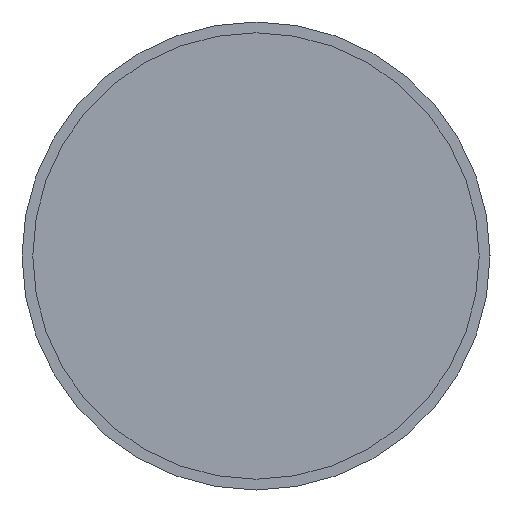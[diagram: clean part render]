
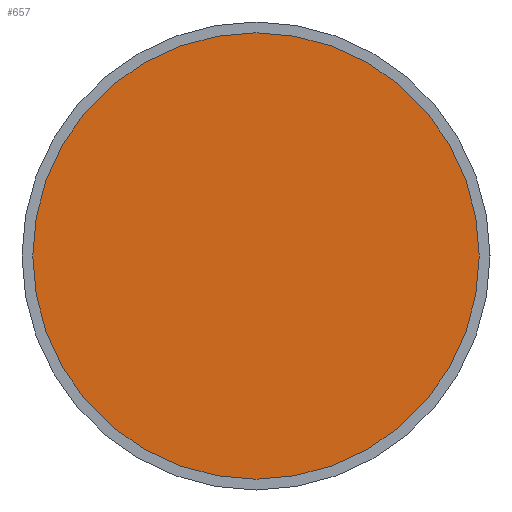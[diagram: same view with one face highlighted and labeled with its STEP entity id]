
A CAD part, left-side view. The second image highlights one B-rep face of the part: STEP entity #657.
In plain terms, the highlighted planar face has unit normal (-1, 0, 0).
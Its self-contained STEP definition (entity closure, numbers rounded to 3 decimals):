
#67 = CIRCLE ( 'NONE', #182, 31. ) ;
#135 = CIRCLE ( 'NONE', #196, 31. ) ;
#155 = FACE_OUTER_BOUND ( 'NONE', #274, .T. ) ;
#164 = AXIS2_PLACEMENT_3D ( 'NONE', #889, #777, #871 ) ;
#182 = AXIS2_PLACEMENT_3D ( 'NONE', #478, #495, #422 ) ;
#194 = EDGE_CURVE ( 'NONE', #332, #279, #67, .T. ) ;
#196 = AXIS2_PLACEMENT_3D ( 'NONE', #400, #399, #398 ) ;
#228 = EDGE_CURVE ( 'NONE', #279, #332, #135, .T. ) ;
#274 = EDGE_LOOP ( 'NONE', ( #305, #366 ) ) ;
#279 = VERTEX_POINT ( 'NONE', #858 ) ;
#305 = ORIENTED_EDGE ( 'NONE', *, *, #194, .F. ) ;
#332 = VERTEX_POINT ( 'NONE', #837 ) ;
#366 = ORIENTED_EDGE ( 'NONE', *, *, #228, .F. ) ;
#398 = DIRECTION ( 'NONE',  ( 0., 0., -1. ) ) ;
#399 = DIRECTION ( 'NONE',  ( 1., 0., 0. ) ) ;
#400 = CARTESIAN_POINT ( 'NONE',  ( 14.5, 0., 0. ) ) ;
#422 = DIRECTION ( 'NONE',  ( 0., 0., -1. ) ) ;
#478 = CARTESIAN_POINT ( 'NONE',  ( 14.5, 0., 0. ) ) ;
#495 = DIRECTION ( 'NONE',  ( 1., 0., 0. ) ) ;
#657 = ADVANCED_FACE ( 'NONE', ( #155 ), #831, .F. ) ;
#777 = DIRECTION ( 'NONE',  ( 1., 0., 0. ) ) ;
#831 = PLANE ( 'NONE',  #164 ) ;
#837 = CARTESIAN_POINT ( 'NONE',  ( 14.5, 0., -31. ) ) ;
#858 = CARTESIAN_POINT ( 'NONE',  ( 14.5, 0., 31. ) ) ;
#871 = DIRECTION ( 'NONE',  ( 0., 0., -1. ) ) ;
#889 = CARTESIAN_POINT ( 'NONE',  ( 14.5, 0., -30.5 ) ) ;
